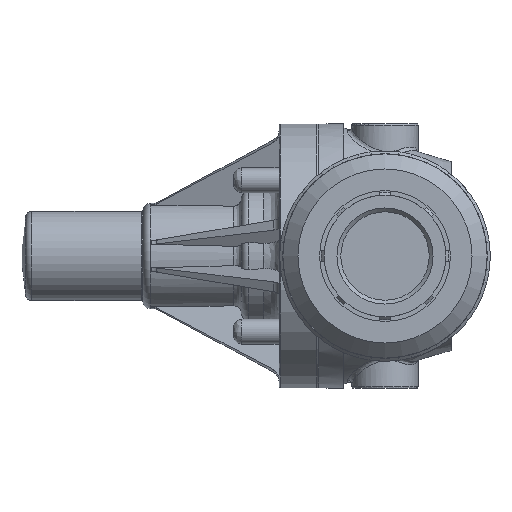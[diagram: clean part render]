
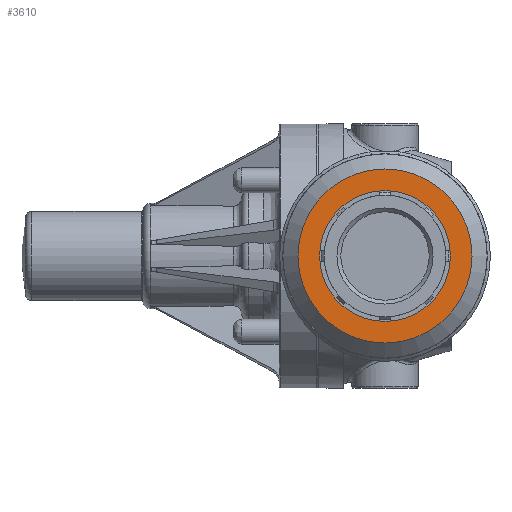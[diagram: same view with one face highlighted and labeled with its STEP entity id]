
A CAD part, left-side view. The second image highlights one B-rep face of the part: STEP entity #3610.
In plain terms, the highlighted planar face has unit normal (-1, 0, 0).
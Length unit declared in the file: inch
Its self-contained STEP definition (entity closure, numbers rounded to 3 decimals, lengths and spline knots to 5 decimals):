
#3579=CARTESIAN_POINT('',(-3.12617,2.0255,-0.00017));
#3580=VERTEX_POINT('',#3579);
#3581=CARTESIAN_POINT('',(-3.12617,0.8745,-0.00017));
#3582=DIRECTION('',(1.0,0.0,0.0));
#3583=DIRECTION('',(0.0,-1.0,0.0));
#3584=AXIS2_PLACEMENT_3D('',#3581,#3582,#3583);
#3585=CIRCLE('',#3584,1.151);
#3586=EDGE_CURVE('',#3580,#3580,#3585,.T.);
#3591=CARTESIAN_POINT('',(-3.12617,1.9825,-0.00017));
#3592=DIRECTION('',(-1.0,0.0,0.0));
#3593=DIRECTION('',(0.0,0.0,-1.0));
#3594=AXIS2_PLACEMENT_3D('',#3591,#3592,#3593);
#3595=PLANE('',#3594);
#3596=ORIENTED_EDGE('',*,*,#3586,.F.);
#3597=EDGE_LOOP('',(#3596));
#3598=FACE_OUTER_BOUND('',#3597,.T.);
#3599=CARTESIAN_POINT('',(-3.12617,1.7395,-0.00017));
#3600=VERTEX_POINT('',#3599);
#3601=CARTESIAN_POINT('',(-3.12617,0.8745,-0.00017));
#3602=DIRECTION('',(-1.0,0.0,0.0));
#3603=DIRECTION('',(0.0,1.0,0.0));
#3604=AXIS2_PLACEMENT_3D('',#3601,#3602,#3603);
#3605=CIRCLE('',#3604,0.865);
#3606=EDGE_CURVE('',#3600,#3600,#3605,.T.);
#3607=ORIENTED_EDGE('',*,*,#3606,.F.);
#3608=EDGE_LOOP('',(#3607));
#3609=FACE_BOUND('',#3608,.T.);
#3610=ADVANCED_FACE('',(#3598,#3609),#3595,.T.);
